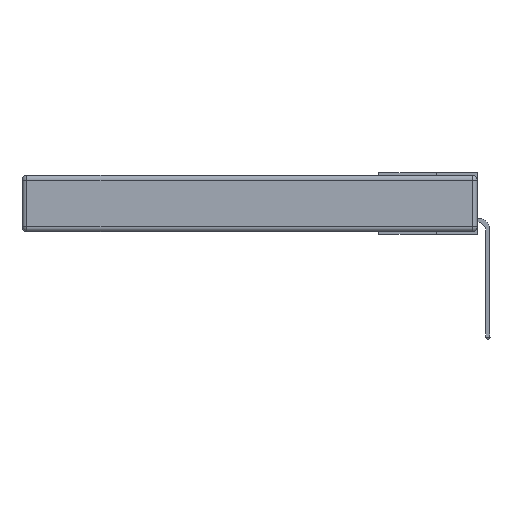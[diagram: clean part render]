
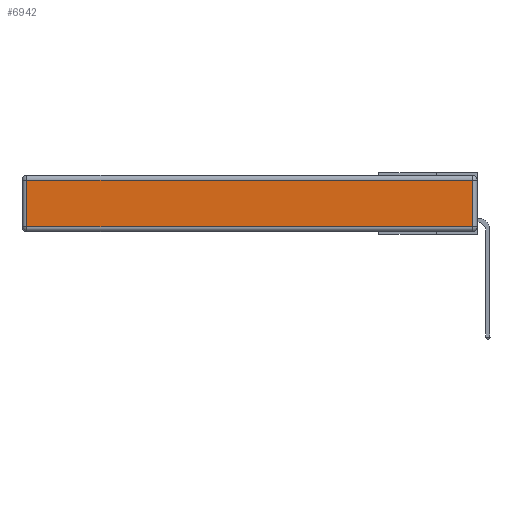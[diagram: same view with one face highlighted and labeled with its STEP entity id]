
A CAD part, left-side view. The second image highlights one B-rep face of the part: STEP entity #6942.
In plain terms, the highlighted planar face has unit normal (-1, 0, 0).
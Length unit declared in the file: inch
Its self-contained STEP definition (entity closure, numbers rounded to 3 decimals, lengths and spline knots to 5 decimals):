
#863 = LINE ( 'NONE', #968, #6458 ) ;
#968 = CARTESIAN_POINT ( 'NONE',  ( 0., 0.03, -0.343 ) ) ;
#1602 = ORIENTED_EDGE ( 'NONE', *, *, #17128, .T. ) ;
#1852 = DIRECTION ( 'NONE',  ( 0., 0., 1. ) ) ;
#2572 = ORIENTED_EDGE ( 'NONE', *, *, #18353, .T. ) ;
#2769 = LINE ( 'NONE', #4368, #3951 ) ;
#2860 = EDGE_LOOP ( 'NONE', ( #21263, #1602, #2572, #23562 ) ) ;
#2971 = AXIS2_PLACEMENT_3D ( 'NONE', #9418, #11031, #1852 ) ;
#3081 = VERTEX_POINT ( 'NONE', #23859 ) ;
#3951 = VECTOR ( 'NONE', #13874, 39.37008 ) ;
#4368 = CARTESIAN_POINT ( 'NONE',  ( 0., 0., -0.313 ) ) ;
#4470 = CARTESIAN_POINT ( 'NONE',  ( 0., 2.75, -0.03 ) ) ;
#6458 = VECTOR ( 'NONE', #11926, 39.37008 ) ;
#6942 = ADVANCED_FACE ( 'NONE', ( #19600 ), #7592, .T. ) ;
#7592 = PLANE ( 'NONE',  #2971 ) ;
#8191 = CARTESIAN_POINT ( 'NONE',  ( 0., 0.03, -0.03 ) ) ;
#8243 = DIRECTION ( 'NONE',  ( 0., 1., 0. ) ) ;
#8917 = DIRECTION ( 'NONE',  ( 0., 0., -1. ) ) ;
#9418 = CARTESIAN_POINT ( 'NONE',  ( 0., 0., -0.343 ) ) ;
#11031 = DIRECTION ( 'NONE',  ( -1., 0., 0. ) ) ;
#11329 = CARTESIAN_POINT ( 'NONE',  ( 0., 0.03, -0.313 ) ) ;
#11604 = CARTESIAN_POINT ( 'NONE',  ( 0., 2.72, -0.03 ) ) ;
#11926 = DIRECTION ( 'NONE',  ( 0., 0., 1. ) ) ;
#13786 = EDGE_CURVE ( 'NONE', #20000, #3081, #24135, .T. ) ;
#13874 = DIRECTION ( 'NONE',  ( 0., -1., 0. ) ) ;
#14482 = VERTEX_POINT ( 'NONE', #11329 ) ;
#14586 = VECTOR ( 'NONE', #8243, 39.37008 ) ;
#16610 = LINE ( 'NONE', #4470, #14586 ) ;
#17128 = EDGE_CURVE ( 'NONE', #14482, #17252, #863, .T. ) ;
#17252 = VERTEX_POINT ( 'NONE', #8191 ) ;
#18231 = CARTESIAN_POINT ( 'NONE',  ( 0., 2.72, -0.343 ) ) ;
#18353 = EDGE_CURVE ( 'NONE', #17252, #20000, #16610, .T. ) ;
#19600 = FACE_OUTER_BOUND ( 'NONE', #2860, .T. ) ;
#19672 = EDGE_CURVE ( 'NONE', #3081, #14482, #2769, .T. ) ;
#20000 = VERTEX_POINT ( 'NONE', #11604 ) ;
#20619 = VECTOR ( 'NONE', #8917, 39.37008 ) ;
#21263 = ORIENTED_EDGE ( 'NONE', *, *, #19672, .T. ) ;
#23562 = ORIENTED_EDGE ( 'NONE', *, *, #13786, .T. ) ;
#23859 = CARTESIAN_POINT ( 'NONE',  ( 0., 2.72, -0.313 ) ) ;
#24135 = LINE ( 'NONE', #18231, #20619 ) ;
